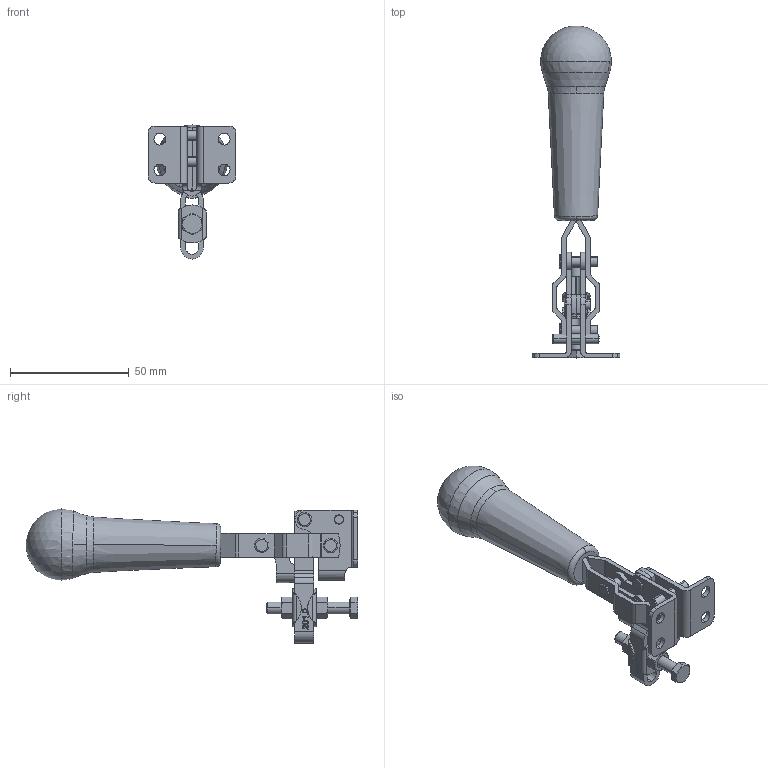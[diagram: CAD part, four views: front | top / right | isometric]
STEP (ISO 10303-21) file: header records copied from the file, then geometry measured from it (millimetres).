
FILE_DESCRIPTION((''),'2;1');
FILE_NAME('201.0.stp','2005-08-29T13:46:56',('CAD'),(''),'Autodesk Inventor 8','Autodesk Inventor 8','');
FILE_SCHEMA(('AUTOMOTIVE_DESIGN { 1 0 10303 214 1 1 1 1 }'));
Length unit declared in the file: millimetre
Products named in the file (1): Part65
Bounding box: 37 x 139.73 x 56.44 mm (x, y, z)
Volume: 43212.6 mm3; surface area: 17602.8 mm2
Topology: 1 solids, 2 shells, 440 faces, 1196 edges, 762 vertices
Faces by surface type: plane 150, cylinder 135, bspline 85, cone 56, torus 10, sphere 4
Entity records: 16360 total; most frequent: CARTESIAN_POINT 5506, ORIENTED_EDGE 2362, DIRECTION 2193, EDGE_CURVE 1181, AXIS2_PLACEMENT_3D 816, VERTEX_POINT 761, VECTOR 561, LINE 561
